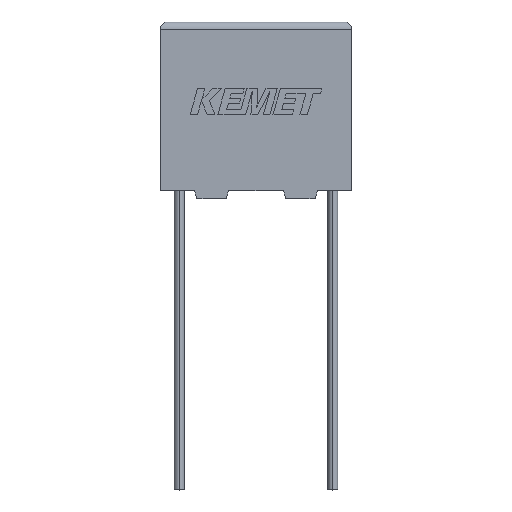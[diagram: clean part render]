
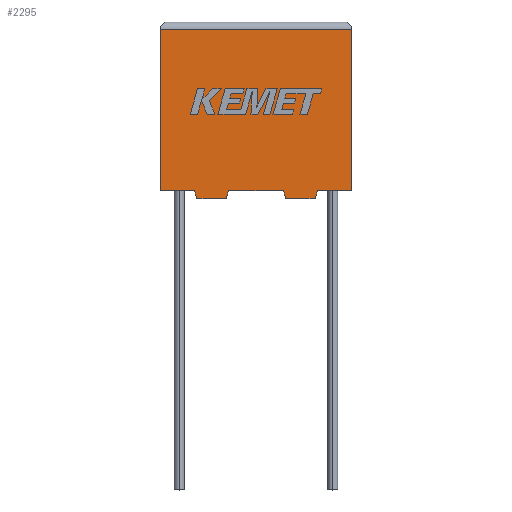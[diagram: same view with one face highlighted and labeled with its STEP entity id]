
A CAD part, top view. The second image highlights one B-rep face of the part: STEP entity #2295.
In plain terms, the highlighted planar face has unit normal (0, 0, 1).
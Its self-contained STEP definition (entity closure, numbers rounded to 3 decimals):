
#2 = DIRECTION ( 'NONE',  ( 1., 0., 0. ) ) ;
#38 = EDGE_CURVE ( 'NONE', #129, #1224, #2579, .T. ) ;
#101 = VECTOR ( 'NONE', #1676, 1000. ) ;
#129 = VERTEX_POINT ( 'NONE', #2848 ) ;
#162 = VERTEX_POINT ( 'NONE', #2614 ) ;
#185 = CARTESIAN_POINT ( 'NONE',  ( 0., 10.5, 5.5 ) ) ;
#190 = CARTESIAN_POINT ( 'NONE',  ( 2.4, -0.5, 5.5 ) ) ;
#229 = VECTOR ( 'NONE', #2542, 1000. ) ;
#237 = VERTEX_POINT ( 'NONE', #1185 ) ;
#361 = VECTOR ( 'NONE', #890, 1000. ) ;
#427 = VECTOR ( 'NONE', #2, 1000. ) ;
#454 = CARTESIAN_POINT ( 'NONE',  ( 2.4, -0.5, 5.5 ) ) ;
#471 = ORIENTED_EDGE ( 'NONE', *, *, #38, .T. ) ;
#556 = ORIENTED_EDGE ( 'NONE', *, *, #784, .T. ) ;
#568 = LINE ( 'NONE', #1172, #101 ) ;
#630 = ORIENTED_EDGE ( 'NONE', *, *, #787, .T. ) ;
#703 = DIRECTION ( 'NONE',  ( 0., 0., -1. ) ) ;
#716 = CARTESIAN_POINT ( 'NONE',  ( 0., 10.5, 5.5 ) ) ;
#730 = LINE ( 'NONE', #2745, #427 ) ;
#784 = EDGE_CURVE ( 'NONE', #1773, #1262, #2312, .T. ) ;
#787 = EDGE_CURVE ( 'NONE', #3070, #3106, #975, .T. ) ;
#826 = VECTOR ( 'NONE', #1683, 1000. ) ;
#841 = CARTESIAN_POINT ( 'NONE',  ( 0., 0., 5.5 ) ) ;
#852 = DIRECTION ( 'NONE',  ( -1., 0., 0. ) ) ;
#859 = AXIS2_PLACEMENT_3D ( 'NONE', #1457, #703, #1182 ) ;
#890 = DIRECTION ( 'NONE',  ( 0.287, -0.958, 0. ) ) ;
#943 = CARTESIAN_POINT ( 'NONE',  ( 2.25, 0., 5.5 ) ) ;
#954 = CARTESIAN_POINT ( 'NONE',  ( 10.1, -0.5, 5.5 ) ) ;
#975 = LINE ( 'NONE', #943, #361 ) ;
#991 = EDGE_CURVE ( 'NONE', #2992, #2993, #2239, .T. ) ;
#997 = EDGE_LOOP ( 'NONE', ( #1504, #2578, #556, #2045, #630, #1238, #471, #2455, #2451, #1531, #2985, #1613 ) ) ;
#1100 = VECTOR ( 'NONE', #1280, 1000. ) ;
#1136 = VERTEX_POINT ( 'NONE', #2605 ) ;
#1163 = EDGE_CURVE ( 'NONE', #2360, #2992, #2530, .T. ) ;
#1167 = CARTESIAN_POINT ( 'NONE',  ( 12.5, 0., 5.5 ) ) ;
#1172 = CARTESIAN_POINT ( 'NONE',  ( 8.188, -0.5, 5.5 ) ) ;
#1182 = DIRECTION ( 'NONE',  ( -1., 0., 0. ) ) ;
#1185 = CARTESIAN_POINT ( 'NONE',  ( 8.188, -0.5, 5.5 ) ) ;
#1187 = CARTESIAN_POINT ( 'NONE',  ( 4.463, 0., 5.5 ) ) ;
#1205 = EDGE_CURVE ( 'NONE', #237, #162, #568, .T. ) ;
#1224 = VERTEX_POINT ( 'NONE', #1187 ) ;
#1233 = EDGE_CURVE ( 'NONE', #3106, #129, #1397, .T. ) ;
#1238 = ORIENTED_EDGE ( 'NONE', *, *, #1233, .T. ) ;
#1260 = VECTOR ( 'NONE', #2690, 1000. ) ;
#1262 = VERTEX_POINT ( 'NONE', #2739 ) ;
#1278 = CARTESIAN_POINT ( 'NONE',  ( 12.5, 0., 5.5 ) ) ;
#1280 = DIRECTION ( 'NONE',  ( 1., 0., 0. ) ) ;
#1397 = LINE ( 'NONE', #190, #2786 ) ;
#1401 = EDGE_CURVE ( 'NONE', #1262, #3070, #2681, .T. ) ;
#1448 = DIRECTION ( 'NONE',  ( 1., 0., 0. ) ) ;
#1457 = CARTESIAN_POINT ( 'NONE',  ( 0., 0., 5.5 ) ) ;
#1471 = LINE ( 'NONE', #185, #3226 ) ;
#1504 = ORIENTED_EDGE ( 'NONE', *, *, #991, .T. ) ;
#1531 = ORIENTED_EDGE ( 'NONE', *, *, #2612, .F. ) ;
#1613 = ORIENTED_EDGE ( 'NONE', *, *, #1163, .T. ) ;
#1654 = VECTOR ( 'NONE', #1925, 1000. ) ;
#1676 = DIRECTION ( 'NONE',  ( -0.287, 0.958, 0. ) ) ;
#1683 = DIRECTION ( 'NONE',  ( -0.287, -0.958, 0. ) ) ;
#1715 = PLANE ( 'NONE',  #859 ) ;
#1742 = CARTESIAN_POINT ( 'NONE',  ( 10.25, 0., 5.5 ) ) ;
#1773 = VERTEX_POINT ( 'NONE', #716 ) ;
#1807 = CARTESIAN_POINT ( 'NONE',  ( 12.5, 10.5, 5.5 ) ) ;
#1848 = EDGE_CURVE ( 'NONE', #2993, #1773, #1471, .T. ) ;
#1925 = DIRECTION ( 'NONE',  ( 0., -1., 0. ) ) ;
#2029 = CARTESIAN_POINT ( 'NONE',  ( 0., 0., 5.5 ) ) ;
#2045 = ORIENTED_EDGE ( 'NONE', *, *, #1401, .T. ) ;
#2093 = LINE ( 'NONE', #2182, #826 ) ;
#2182 = CARTESIAN_POINT ( 'NONE',  ( 10.25, 0., 5.5 ) ) ;
#2208 = FACE_OUTER_BOUND ( 'NONE', #997, .T. ) ;
#2209 = VECTOR ( 'NONE', #852, 1000. ) ;
#2239 = LINE ( 'NONE', #1167, #229 ) ;
#2295 = ADVANCED_FACE ( 'NONE', ( #2208 ), #1715, .F. ) ;
#2312 = LINE ( 'NONE', #841, #1654 ) ;
#2327 = EDGE_CURVE ( 'NONE', #2360, #1136, #2093, .T. ) ;
#2360 = VERTEX_POINT ( 'NONE', #1742 ) ;
#2371 = CARTESIAN_POINT ( 'NONE',  ( 0., 0., 5.5 ) ) ;
#2451 = ORIENTED_EDGE ( 'NONE', *, *, #1205, .F. ) ;
#2455 = ORIENTED_EDGE ( 'NONE', *, *, #2519, .T. ) ;
#2471 = DIRECTION ( 'NONE',  ( -1., 0., 0. ) ) ;
#2519 = EDGE_CURVE ( 'NONE', #1224, #162, #730, .T. ) ;
#2530 = LINE ( 'NONE', #2371, #3234 ) ;
#2541 = LINE ( 'NONE', #954, #2209 ) ;
#2542 = DIRECTION ( 'NONE',  ( 0., 1., 0. ) ) ;
#2578 = ORIENTED_EDGE ( 'NONE', *, *, #1848, .T. ) ;
#2579 = LINE ( 'NONE', #2926, #1260 ) ;
#2605 = CARTESIAN_POINT ( 'NONE',  ( 10.1, -0.5, 5.5 ) ) ;
#2612 = EDGE_CURVE ( 'NONE', #1136, #237, #2541, .T. ) ;
#2614 = CARTESIAN_POINT ( 'NONE',  ( 8.037, 0., 5.5 ) ) ;
#2681 = LINE ( 'NONE', #2029, #1100 ) ;
#2690 = DIRECTION ( 'NONE',  ( 0.287, 0.958, 0. ) ) ;
#2739 = CARTESIAN_POINT ( 'NONE',  ( 0., 0., 5.5 ) ) ;
#2745 = CARTESIAN_POINT ( 'NONE',  ( 0., 0., 5.5 ) ) ;
#2786 = VECTOR ( 'NONE', #1448, 1000. ) ;
#2848 = CARTESIAN_POINT ( 'NONE',  ( 4.313, -0.5, 5.5 ) ) ;
#2880 = DIRECTION ( 'NONE',  ( 1., 0., 0. ) ) ;
#2926 = CARTESIAN_POINT ( 'NONE',  ( 4.313, -0.5, 5.5 ) ) ;
#2985 = ORIENTED_EDGE ( 'NONE', *, *, #2327, .F. ) ;
#2992 = VERTEX_POINT ( 'NONE', #1278 ) ;
#2993 = VERTEX_POINT ( 'NONE', #1807 ) ;
#3070 = VERTEX_POINT ( 'NONE', #3121 ) ;
#3106 = VERTEX_POINT ( 'NONE', #454 ) ;
#3121 = CARTESIAN_POINT ( 'NONE',  ( 2.25, 0., 5.5 ) ) ;
#3226 = VECTOR ( 'NONE', #2471, 1000. ) ;
#3234 = VECTOR ( 'NONE', #2880, 1000. ) ;
